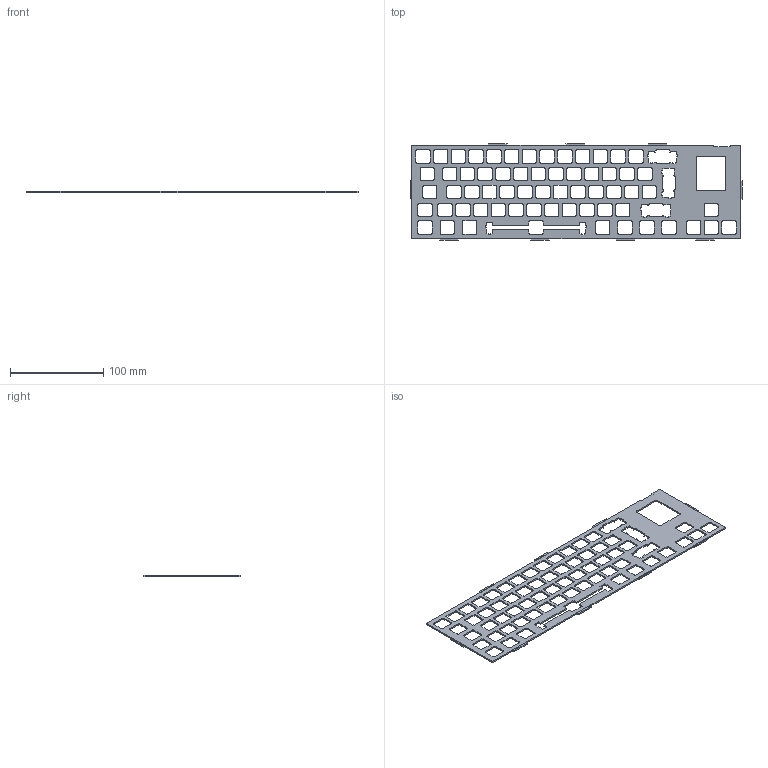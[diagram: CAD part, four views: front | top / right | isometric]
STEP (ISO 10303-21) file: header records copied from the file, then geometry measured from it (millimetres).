
FILE_DESCRIPTION(('KiCad electronic assembly'),'2;1');
FILE_NAME('plate.step','2024-01-21T15:00:05',('Pcbnew'),('Kicad'), 'Open CASCADE STEP processor 7.7','KiCad to STEP converter','Unknown' );
FILE_SCHEMA(('AUTOMOTIVE_DESIGN { 1 0 10303 214 1 1 1 1 }'));
Length unit declared in the file: millimetre
Products named in the file (11): plate 1; plate PCB1; plate PCB2; plate PCB3; plate PCB4; plate PCB5; plate PCB6; plate PCB7; plate PCB8; plate PCB9; plate PCB10
Assembly tree (10 placements, depth 2):
  plate 1
    plate PCB1
    plate PCB2
    plate PCB3
    plate PCB4
    plate PCB5
    plate PCB6
    plate PCB7
    plate PCB8
    plate PCB9
    plate PCB10
Bounding box: 356.23 x 103.75 x 1.6 mm (x, y, z)
Volume: 30625.9 mm3; surface area: 47395.9 mm2
Topology: 10 solids, 10 shells, 1038 faces, 3054 edges, 2036 vertices
Faces by surface type: plane 1038
Entity records: 74112 total; most frequent: CARTESIAN_POINT 12247, DIRECTION 11260, LINE 9162, VECTOR 9162, ORIENTED_EDGE 6108, PCURVE 6108, DEFINITIONAL_REPRESENTATION 6108, EDGE_CURVE 3054
